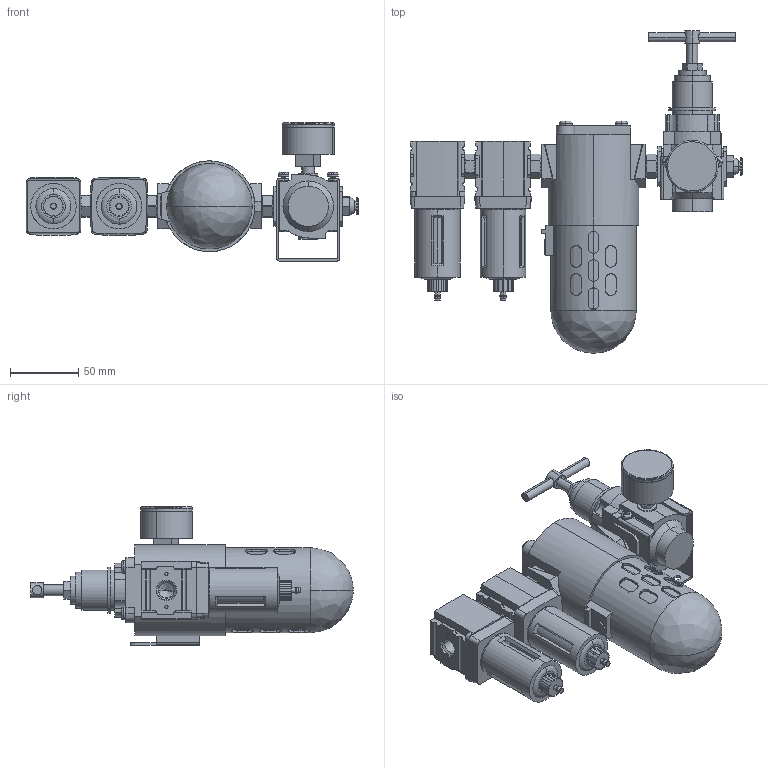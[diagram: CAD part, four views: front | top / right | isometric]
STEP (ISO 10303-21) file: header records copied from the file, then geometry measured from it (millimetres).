
FILE_DESCRIPTION (( 'STEP AP214' ), '1' );
FILE_NAME ('99-0284 REV C.STEP', '2024-08-26T14:09:23', ( '' ), ( '' ), 'SwSTEP 2.0', 'SolidWorks 2024', '' );
FILE_SCHEMA (( 'AUTOMOTIVE_DESIGN' ));
Length unit declared in the file: inch
Products named in the file (12): S90R002; 90-0653_4957K61; S90F09X_S90F092; S90R002-RegTop; S90R002-RegBase; 90-0127; 99-0284 REV C; S90F091_51205K132; S90L007; 90-0103; S90R002-Gauge; 90-0126
Assembly tree (12 placements, depth 3):
  99-0284 REV C
    S90L007
    S90F091_51205K132  x3
    S90R002
      S90R002-RegBase
      S90R002-RegTop
      S90R002-Gauge
    90-0127
    90-0126
    S90F09X_S90F092
    90-0653_4957K61
  90-0103
Bounding box: 243.06 x 236.06 x 101.06 mm (x, y, z)
Volume: 921405 mm3; surface area: 207862.1 mm2
Topology: 14 solids, 18 shells, 1352 faces, 3652 edges, 2400 vertices
Faces by surface type: plane 677, cylinder 415, cone 189, bspline 55, torus 16
Entity records: 56313 total; most frequent: CARTESIAN_POINT 26202, ORIENTED_EDGE 6460, DIRECTION 5837, EDGE_CURVE 3232, VERTEX_POINT 2128, VECTOR 1991, LINE 1991, AXIS2_PLACEMENT_3D 1923
